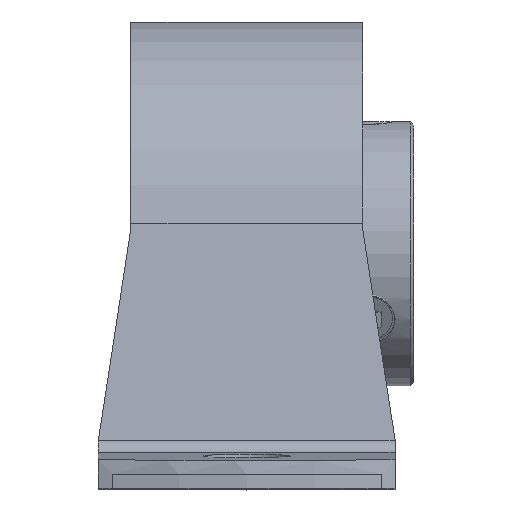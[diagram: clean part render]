
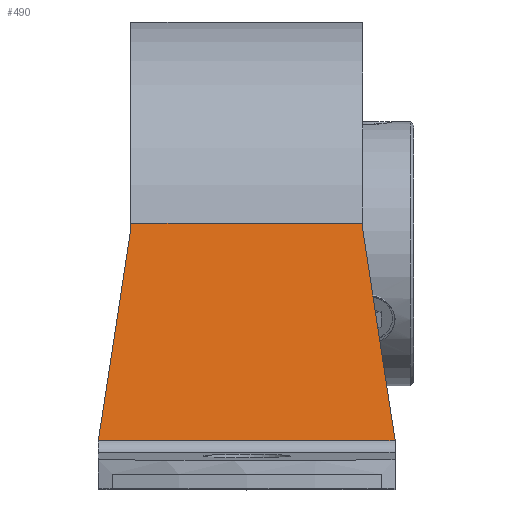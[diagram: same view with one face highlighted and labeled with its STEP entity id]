
A CAD part, top view. The second image highlights one B-rep face of the part: STEP entity #490.
In plain terms, the highlighted planar face has unit normal (0, 0.13, 0.992).
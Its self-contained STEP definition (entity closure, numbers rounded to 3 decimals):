
#490 = ADVANCED_FACE( '', ( #972 ), #973, .F. );
#972 = FACE_OUTER_BOUND( '', #1539, .T. );
#973 = PLANE( '', #1540 );
#1539 = EDGE_LOOP( '', ( #2676, #2677, #2678, #2679, #2680, #2681, #2682, #2683 ) );
#1540 = AXIS2_PLACEMENT_3D( '', #2684, #2685, #2686 );
#2676 = ORIENTED_EDGE( '', *, *, #3177, .T. );
#2677 = ORIENTED_EDGE( '', *, *, #3238, .T. );
#2678 = ORIENTED_EDGE( '', *, *, #3225, .T. );
#2679 = ORIENTED_EDGE( '', *, *, #3335, .F. );
#2680 = ORIENTED_EDGE( '', *, *, #3289, .F. );
#2681 = ORIENTED_EDGE( '', *, *, #3204, .T. );
#2682 = ORIENTED_EDGE( '', *, *, #3206, .T. );
#2683 = ORIENTED_EDGE( '', *, *, #3128, .T. );
#2684 = CARTESIAN_POINT( '', ( 32., 28.661, 24.887 ) );
#2685 = DIRECTION( '', ( 0., -0.13, -0.992 ) );
#2686 = DIRECTION( '', ( 0., 0.992, -0.13 ) );
#3128 = EDGE_CURVE( '', #3788, #3789, #3790, .T. );
#3177 = EDGE_CURVE( '', #3789, #3861, #3863, .T. );
#3204 = EDGE_CURVE( '', #3895, #3897, #3899, .T. );
#3206 = EDGE_CURVE( '', #3897, #3788, #3901, .T. );
#3225 = EDGE_CURVE( '', #3925, #3926, #3927, .T. );
#3238 = EDGE_CURVE( '', #3861, #3925, #3945, .T. );
#3289 = EDGE_CURVE( '', #3895, #4012, #4013, .T. );
#3335 = EDGE_CURVE( '', #4012, #3926, #4065, .T. );
#3788 = VERTEX_POINT( '', #4890 );
#3789 = VERTEX_POINT( '', #4891 );
#3790 = LINE( '', #4892, #4893 );
#3861 = VERTEX_POINT( '', #4994 );
#3863 = LINE( '', #4997, #4998 );
#3895 = VERTEX_POINT( '', #5155 );
#3897 = VERTEX_POINT( '', #5158 );
#3899 = LINE( '', #5161, #5162 );
#3901 = LINE( '', #5164, #5165 );
#3925 = VERTEX_POINT( '', #5198 );
#3926 = VERTEX_POINT( '', #5199 );
#3927 = LINE( '', #5200, #5201 );
#3945 = LINE( '', #5225, #5226 );
#4012 = VERTEX_POINT( '', #5320 );
#4013 = LINE( '', #5321, #5322 );
#4065 = LINE( '', #5421, #5422 );
#4890 = CARTESIAN_POINT( '', ( 28.5, 28.661, 24.887 ) );
#4891 = CARTESIAN_POINT( '', ( 3.5, 28.661, 24.887 ) );
#4892 = CARTESIAN_POINT( '', ( 32., 28.661, 24.887 ) );
#4893 = VECTOR( '', #5794, 1000. );
#4994 = CARTESIAN_POINT( '', ( 3.5, 28.045, 24.968 ) );
#4997 = CARTESIAN_POINT( '', ( 3.5, 28.661, 24.887 ) );
#4998 = VECTOR( '', #5853, 1000. );
#5155 = CARTESIAN_POINT( '', ( 32., 5.343, 27.943 ) );
#5158 = CARTESIAN_POINT( '', ( 28.5, 28.045, 24.968 ) );
#5161 = CARTESIAN_POINT( '', ( 28.487, 28.129, 24.957 ) );
#5162 = VECTOR( '', #5880, 1000. );
#5164 = CARTESIAN_POINT( '', ( 28.5, 28.661, 24.887 ) );
#5165 = VECTOR( '', #5881, 1000. );
#5198 = CARTESIAN_POINT( '', ( 0., 5.343, 27.943 ) );
#5199 = CARTESIAN_POINT( '', ( 0., 5.182, 27.964 ) );
#5200 = CARTESIAN_POINT( '', ( 0., 28.661, 24.887 ) );
#5201 = VECTOR( '', #5906, 1000. );
#5225 = CARTESIAN_POINT( '', ( 4.244, 32.868, 24.336 ) );
#5226 = VECTOR( '', #5922, 1000. );
#5320 = CARTESIAN_POINT( '', ( 32., 5.182, 27.964 ) );
#5321 = CARTESIAN_POINT( '', ( 32., 28.661, 24.887 ) );
#5322 = VECTOR( '', #5977, 1000. );
#5421 = CARTESIAN_POINT( '', ( 32., 5.182, 27.964 ) );
#5422 = VECTOR( '', #6006, 1000. );
#5794 = DIRECTION( '', ( -1., 0., 0. ) );
#5853 = DIRECTION( '', ( 0., -0.992, 0.13 ) );
#5880 = DIRECTION( '', ( -0.151, 0.98, -0.128 ) );
#5881 = DIRECTION( '', ( 0., 0.992, -0.13 ) );
#5906 = DIRECTION( '', ( 0., -0.992, 0.13 ) );
#5922 = DIRECTION( '', ( -0.151, -0.98, 0.128 ) );
#5977 = DIRECTION( '', ( 0., -0.992, 0.13 ) );
#6006 = DIRECTION( '', ( -1., 0., 0. ) );
